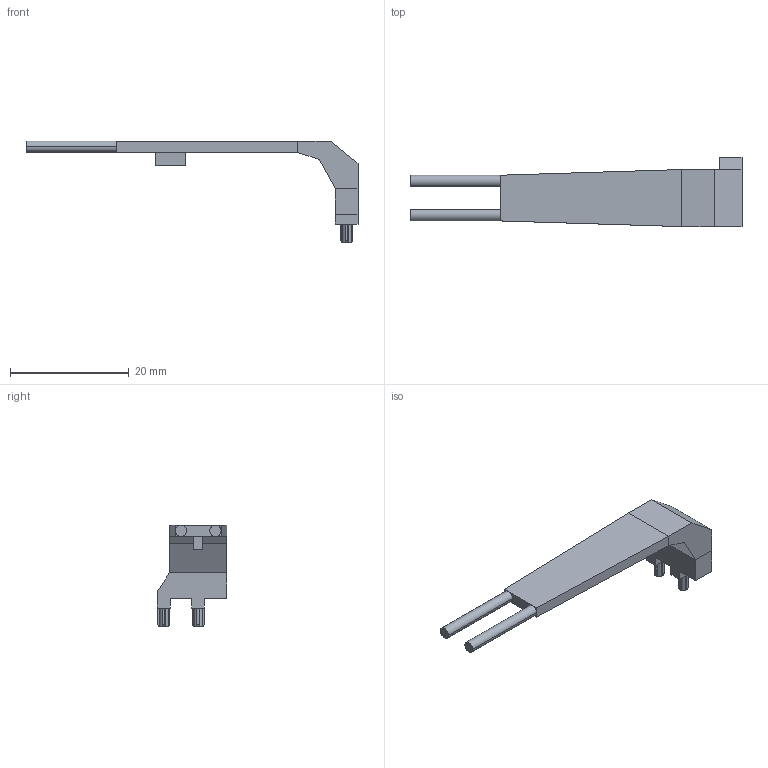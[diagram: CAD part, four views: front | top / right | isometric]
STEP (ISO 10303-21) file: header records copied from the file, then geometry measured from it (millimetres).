
FILE_DESCRIPTION((''),'2;1');
FILE_NAME('LEDLP_DIALIGHT_515-1118F.stp','2012-10-11T09:56:58',(''),(''),'Mechanical Desktop 2011','Mechanical Desktop 2011',', , ');
FILE_SCHEMA(('AUTOMOTIVE_DESIGN { 1 2 10303 214 1 1 1 1 }'));
Length unit declared in the file: millimetre
Products named in the file (1): Product
Bounding box: 55.88 x 11.68 x 17.16 mm (x, y, z)
Volume: 1268.6 mm3; surface area: 1605 mm2
Topology: 8 solids, 8 shells, 102 faces, 258 edges, 172 vertices
Faces by surface type: plane 44, bspline 26, cylinder 24, cone 8
Entity records: 3276 total; most frequent: CARTESIAN_POINT 859, ORIENTED_EDGE 516, DIRECTION 460, EDGE_CURVE 258, VERTEX_POINT 172, AXIS2_PLACEMENT_3D 157, VECTOR 146, LINE 146
